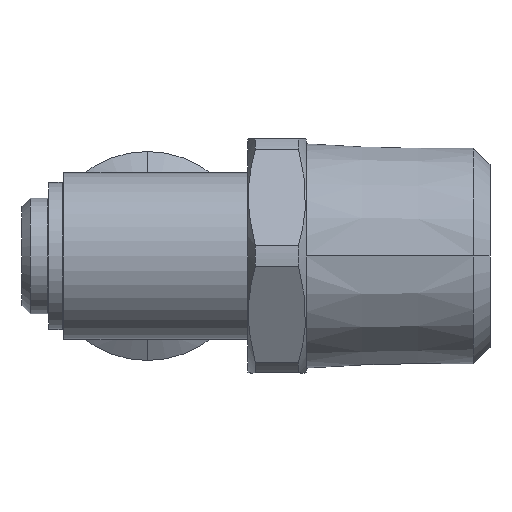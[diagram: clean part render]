
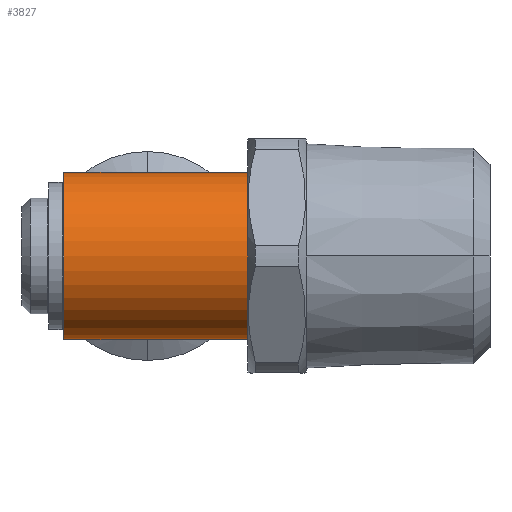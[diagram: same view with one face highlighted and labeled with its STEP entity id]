
A CAD part, left-side view. The second image highlights one B-rep face of the part: STEP entity #3827.
In plain terms, the highlighted cylindrical face has radius 5 mm (diameter 10 mm), a partial arc.
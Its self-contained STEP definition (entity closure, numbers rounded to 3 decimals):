
#499 = FACE_OUTER_BOUND ( 'NONE', #2799, .T. ) ;
#500 = CYLINDRICAL_SURFACE ( 'NONE', #2238, 5. ) ;
#1628 = CARTESIAN_POINT ( 'NONE',  ( 0., -29.086, 5. ) ) ;
#1629 = DIRECTION ( 'NONE',  ( 0., -1., 0. ) ) ;
#1633 = CARTESIAN_POINT ( 'NONE',  ( 0., -29.086, -5. ) ) ;
#1634 = DIRECTION ( 'NONE',  ( 0., -1., 0. ) ) ;
#2130 = EDGE_CURVE ( 'NONE', #3543, #3510, #4179, .T. ) ;
#2132 = EDGE_CURVE ( 'NONE', #3537, #3531, #4182, .T. ) ;
#2201 = AXIS2_PLACEMENT_3D ( 'NONE', #4451, #4452, #4453 ) ;
#2202 = AXIS2_PLACEMENT_3D ( 'NONE', #4454, #4455, #4456 ) ;
#2238 = AXIS2_PLACEMENT_3D ( 'NONE', #2917, #2918, #2919 ) ;
#2742 = ORIENTED_EDGE ( 'NONE', *, *, #3446, .T. ) ;
#2749 = ORIENTED_EDGE ( 'NONE', *, *, #3447, .F. ) ;
#2776 = ORIENTED_EDGE ( 'NONE', *, *, #2130, .F. ) ;
#2799 = EDGE_LOOP ( 'NONE', ( #2776, #2742, #2816, #2749 ) ) ;
#2816 = ORIENTED_EDGE ( 'NONE', *, *, #2132, .T. ) ;
#2917 = CARTESIAN_POINT ( 'NONE',  ( 0., -29.086, 0. ) ) ;
#2918 = DIRECTION ( 'NONE',  ( 0., -1., 0. ) ) ;
#2919 = DIRECTION ( 'NONE',  ( 0., 0., -1. ) ) ;
#3273 = CARTESIAN_POINT ( 'NONE',  ( 0., -6., 5. ) ) ;
#3294 = CARTESIAN_POINT ( 'NONE',  ( 0., -6., -5. ) ) ;
#3300 = CARTESIAN_POINT ( 'NONE',  ( 0., 5., -5. ) ) ;
#3306 = CARTESIAN_POINT ( 'NONE',  ( 0., 5., 5. ) ) ;
#3446 = EDGE_CURVE ( 'NONE', #3543, #3537, #4268, .T. ) ;
#3447 = EDGE_CURVE ( 'NONE', #3510, #3531, #4269, .T. ) ;
#3510 = VERTEX_POINT ( 'NONE', #3273 ) ;
#3531 = VERTEX_POINT ( 'NONE', #3294 ) ;
#3537 = VERTEX_POINT ( 'NONE', #3300 ) ;
#3543 = VERTEX_POINT ( 'NONE', #3306 ) ;
#3827 = ADVANCED_FACE ( 'NONE', ( #499 ), #500, .T. ) ;
#4179 = LINE ( 'NONE', #1628, #4181 ) ;
#4181 = VECTOR ( 'NONE', #1629, 1000. ) ;
#4182 = LINE ( 'NONE', #1633, #4184 ) ;
#4184 = VECTOR ( 'NONE', #1634, 1000. ) ;
#4268 = CIRCLE ( 'NONE', #2201, 5. ) ;
#4269 = CIRCLE ( 'NONE', #2202, 5. ) ;
#4451 = CARTESIAN_POINT ( 'NONE',  ( 0., 5., 0. ) ) ;
#4452 = DIRECTION ( 'NONE',  ( 0., -1., 0. ) ) ;
#4453 = DIRECTION ( 'NONE',  ( 0., 0., -1. ) ) ;
#4454 = CARTESIAN_POINT ( 'NONE',  ( 0., -6., 0. ) ) ;
#4455 = DIRECTION ( 'NONE',  ( 0., -1., 0. ) ) ;
#4456 = DIRECTION ( 'NONE',  ( 0., 0., -1. ) ) ;
